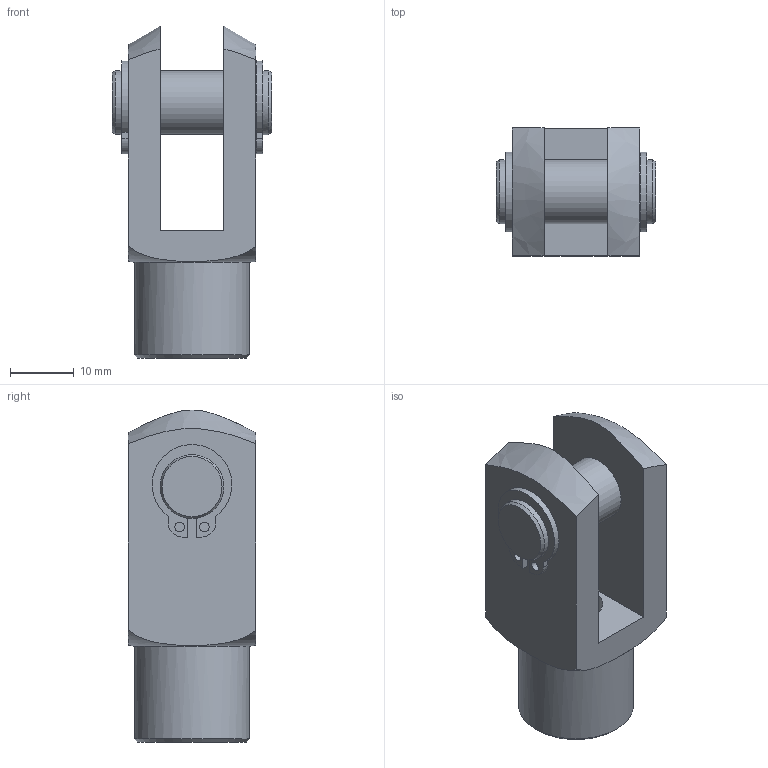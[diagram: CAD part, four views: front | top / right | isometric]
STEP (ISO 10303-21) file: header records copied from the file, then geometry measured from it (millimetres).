
FILE_DESCRIPTION(/* description */ (''),/* implementation_level */ '2;1');
FILE_NAME(/* name */ 'CAD_69547.stp',/* time_stamp */ '2016-06-03T11:56:26+02:00',/* author */ ('Hypex'),/* organization */ ('Hypex'),/* preprocessor_version */ 'ST-DEVELOPER v16.1',/* originating_system */ 'Autodesk Inventor 2016',/* authorisation */ '');
FILE_SCHEMA (('AUTOMOTIVE_DESIGN { 1 0 10303 214 3 1 1 }'));
Length unit declared in the file: millimetre
Products named in the file (1): CAD_69547
Bounding box: 25 x 20 x 52 mm (x, y, z)
Volume: 11826.5 mm3; surface area: 5820.7 mm2
Topology: 1 solids, 1 shells, 52 faces, 136 edges, 91 vertices
Faces by surface type: plane 29, cylinder 17, cone 5, torus 1
Full cylindrical faces by diameter (mm): 1.5 x4, 8.376 x1, 9.6 x2, 10 x3, 18 x1
Entity records: 1608 total; most frequent: CARTESIAN_POINT 335, DIRECTION 244, ORIENTED_EDGE 224, EDGE_CURVE 112, AXIS2_PLACEMENT_3D 93, VERTEX_POINT 82, EDGE_LOOP 80, LINE 58
